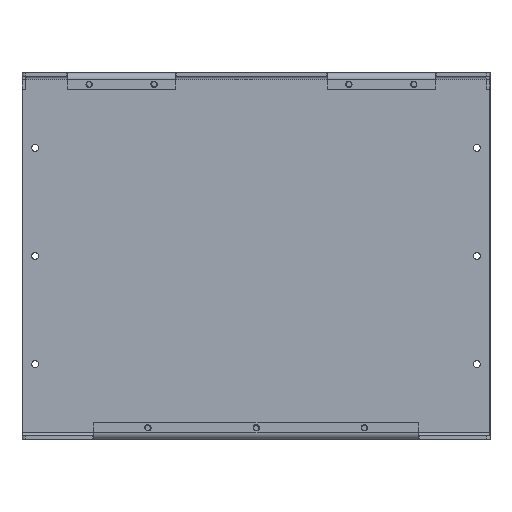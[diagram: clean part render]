
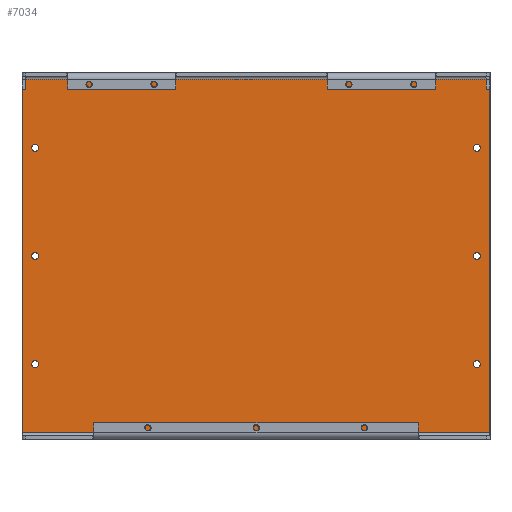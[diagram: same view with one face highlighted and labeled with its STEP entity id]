
A CAD part, front view. The second image highlights one B-rep face of the part: STEP entity #7034.
In plain terms, the highlighted planar face has unit normal (0, -1, 0).
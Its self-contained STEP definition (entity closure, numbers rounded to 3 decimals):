
#106=FACE_BOUND('',#1094,.T.);
#107=FACE_BOUND('',#1095,.T.);
#108=FACE_BOUND('',#1096,.T.);
#109=FACE_BOUND('',#1097,.T.);
#110=FACE_BOUND('',#1098,.T.);
#111=FACE_BOUND('',#1099,.T.);
#239=PLANE('',#7527);
#644=FACE_OUTER_BOUND('',#1093,.T.);
#1093=EDGE_LOOP('',(#6337,#6338,#6339,#6340));
#1094=EDGE_LOOP('',(#6341));
#1095=EDGE_LOOP('',(#6342));
#1096=EDGE_LOOP('',(#6343));
#1097=EDGE_LOOP('',(#6344));
#1098=EDGE_LOOP('',(#6345));
#1099=EDGE_LOOP('',(#6346));
#1301=CIRCLE('',#7348,1.6);
#1302=CIRCLE('',#7350,1.6);
#1303=CIRCLE('',#7351,1.6);
#1304=CIRCLE('',#7352,1.6);
#1305=CIRCLE('',#7353,1.6);
#1306=CIRCLE('',#7354,1.6);
#2143=LINE('',#22026,#2741);
#2149=LINE('',#22039,#2747);
#2151=LINE('',#22046,#2749);
#2159=LINE('',#22065,#2757);
#2741=VECTOR('',#8940,10.);
#2747=VECTOR('',#8956,10.);
#2749=VECTOR('',#8966,10.);
#2757=VECTOR('',#8990,10.);
#3431=VERTEX_POINT('',#17970);
#3441=VERTEX_POINT('',#18358);
#3442=VERTEX_POINT('',#18547);
#3443=VERTEX_POINT('',#18736);
#3444=VERTEX_POINT('',#18925);
#3445=VERTEX_POINT('',#19114);
#3462=VERTEX_POINT('',#22023);
#3463=VERTEX_POINT('',#22025);
#3465=VERTEX_POINT('',#22037);
#3466=VERTEX_POINT('',#22044);
#4212=EDGE_CURVE('',#3431,#3431,#1301,.T.);
#4224=EDGE_CURVE('',#3441,#3441,#1302,.T.);
#4226=EDGE_CURVE('',#3442,#3442,#1303,.T.);
#4228=EDGE_CURVE('',#3443,#3443,#1304,.T.);
#4230=EDGE_CURVE('',#3444,#3444,#1305,.T.);
#4232=EDGE_CURVE('',#3445,#3445,#1306,.T.);
#4446=EDGE_CURVE('',#3462,#3463,#2143,.T.);
#4454=EDGE_CURVE('',#3462,#3465,#2149,.T.);
#4458=EDGE_CURVE('',#3466,#3465,#2151,.T.);
#4469=EDGE_CURVE('',#3466,#3463,#2159,.T.);
#6337=ORIENTED_EDGE('',*,*,#4446,.F.);
#6338=ORIENTED_EDGE('',*,*,#4454,.T.);
#6339=ORIENTED_EDGE('',*,*,#4458,.F.);
#6340=ORIENTED_EDGE('',*,*,#4469,.T.);
#6341=ORIENTED_EDGE('',*,*,#4226,.T.);
#6342=ORIENTED_EDGE('',*,*,#4228,.T.);
#6343=ORIENTED_EDGE('',*,*,#4224,.T.);
#6344=ORIENTED_EDGE('',*,*,#4232,.T.);
#6345=ORIENTED_EDGE('',*,*,#4230,.T.);
#6346=ORIENTED_EDGE('',*,*,#4212,.T.);
#7034=ADVANCED_FACE('',(#644,#106,#107,#108,#109,#110,#111),#239,.T.);
#7348=AXIS2_PLACEMENT_3D('',#17982,#8437,#8438);
#7350=AXIS2_PLACEMENT_3D('',#18370,#8445,#8446);
#7351=AXIS2_PLACEMENT_3D('',#18559,#8447,#8448);
#7352=AXIS2_PLACEMENT_3D('',#18748,#8449,#8450);
#7353=AXIS2_PLACEMENT_3D('',#18937,#8451,#8452);
#7354=AXIS2_PLACEMENT_3D('',#19126,#8453,#8454);
#7527=AXIS2_PLACEMENT_3D('',#22064,#8988,#8989);
#8437=DIRECTION('center_axis',(0.,1.,0.));
#8438=DIRECTION('ref_axis',(-1.,0.,0.));
#8445=DIRECTION('center_axis',(0.,1.,0.));
#8446=DIRECTION('ref_axis',(-1.,0.,0.));
#8447=DIRECTION('center_axis',(0.,1.,0.));
#8448=DIRECTION('ref_axis',(-1.,0.,0.));
#8449=DIRECTION('center_axis',(0.,1.,0.));
#8450=DIRECTION('ref_axis',(-1.,0.,0.));
#8451=DIRECTION('center_axis',(0.,1.,0.));
#8452=DIRECTION('ref_axis',(-1.,0.,0.));
#8453=DIRECTION('center_axis',(0.,1.,0.));
#8454=DIRECTION('ref_axis',(-1.,0.,0.));
#8940=DIRECTION('',(-1.,0.,0.));
#8956=DIRECTION('',(0.,0.,1.));
#8966=DIRECTION('',(1.,0.,0.));
#8988=DIRECTION('center_axis',(0.,-1.,0.));
#8989=DIRECTION('ref_axis',(0.,0.,-1.));
#8990=DIRECTION('',(0.,0.,-1.));
#17970=CARTESIAN_POINT('',(-103.443,41.4,-91.319));
#17982=CARTESIAN_POINT('Origin',(-105.043,41.4,-91.319));
#18358=CARTESIAN_POINT('',(-103.443,41.4,-41.319));
#18370=CARTESIAN_POINT('Origin',(-105.043,41.4,-41.319));
#18547=CARTESIAN_POINT('',(-103.443,41.4,8.681));
#18559=CARTESIAN_POINT('Origin',(-105.043,41.4,8.681));
#18736=CARTESIAN_POINT('',(100.664,41.4,-91.319));
#18748=CARTESIAN_POINT('Origin',(99.064,41.4,-91.319));
#18925=CARTESIAN_POINT('',(100.664,41.4,-41.319));
#18937=CARTESIAN_POINT('Origin',(99.064,41.4,-41.319));
#19114=CARTESIAN_POINT('',(100.664,41.4,8.681));
#19126=CARTESIAN_POINT('Origin',(99.064,41.4,8.681));
#22023=CARTESIAN_POINT('',(105.118,41.4,-122.926));
#22025=CARTESIAN_POINT('',(-111.096,41.4,-122.926));
#22026=CARTESIAN_POINT('',(-1.495,41.4,-122.926));
#22037=CARTESIAN_POINT('',(105.118,41.4,40.288));
#22039=CARTESIAN_POINT('',(105.118,41.4,40.681));
#22044=CARTESIAN_POINT('',(-111.096,41.4,40.288));
#22046=CARTESIAN_POINT('',(-1.495,41.4,40.288));
#22064=CARTESIAN_POINT('Origin',(-2.989,41.4,-41.319));
#22065=CARTESIAN_POINT('',(-111.096,41.4,-121.819));
